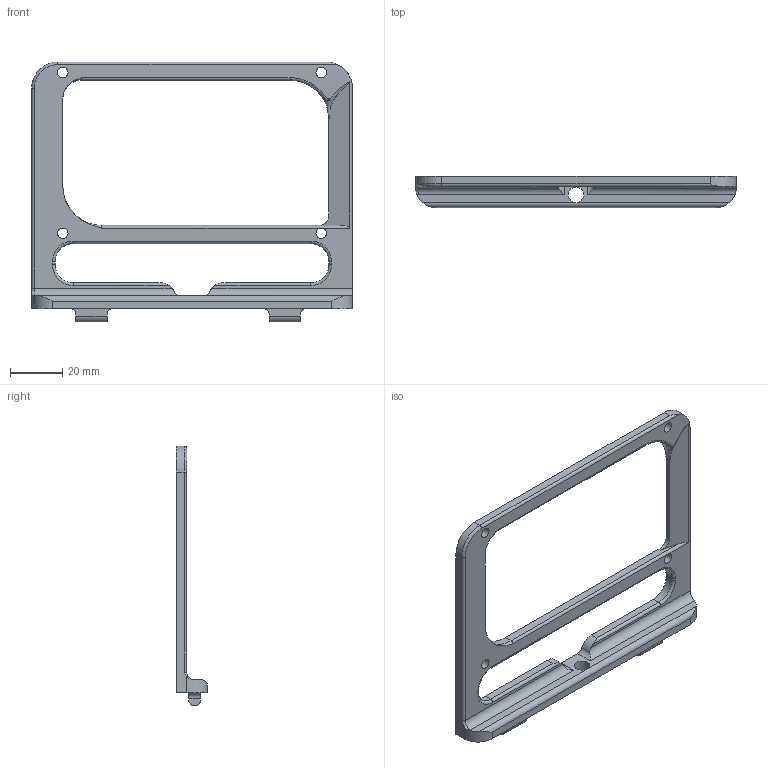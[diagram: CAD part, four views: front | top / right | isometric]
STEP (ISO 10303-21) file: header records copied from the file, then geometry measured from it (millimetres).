
FILE_DESCRIPTION(/* description */ (''),/* implementation_level */ '2;1');
FILE_NAME(/* name */ 'ATC_waveshare_display_mount.step',/* time_stamp */ '2021-03-19T01:34:08+01:00',/* author */ (''),/* organization */ (''),/* preprocessor_version */ 'ST-DEVELOPER v18.1',/* originating_system */ 'Autodesk Translation Framework v9.10.0.1330',/* authorisation */ '');
FILE_SCHEMA (('AUTOMOTIVE_DESIGN { 1 0 10303 214 3 1 1 }'));
Length unit declared in the file: millimetre
Products named in the file (1): ATC_waveshare_display_mount
Bounding box: 123.3 x 12 x 99.9 mm (x, y, z)
Volume: 22279.7 mm3; surface area: 14518.4 mm2
Topology: 1 solids, 1 shells, 75 faces, 205 edges, 130 vertices
Faces by surface type: cylinder 39, plane 26, torus 8, bspline 2
Full cylindrical faces by diameter (mm): 4 x4, 6 x1
Entity records: 2791 total; most frequent: CARTESIAN_POINT 800, DIRECTION 415, ORIENTED_EDGE 408, EDGE_CURVE 204, AXIS2_PLACEMENT_3D 154, VERTEX_POINT 130, LINE 107, VECTOR 107
